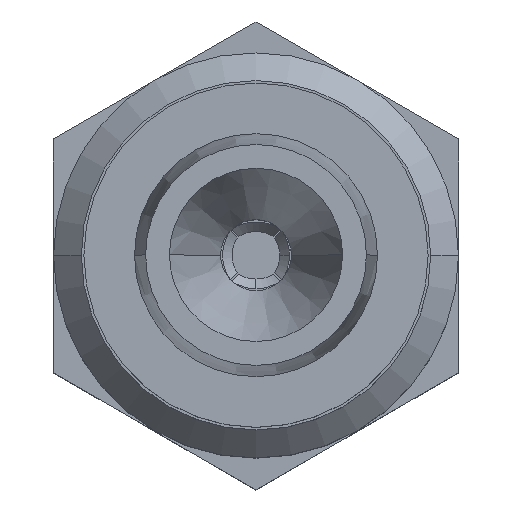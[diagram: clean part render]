
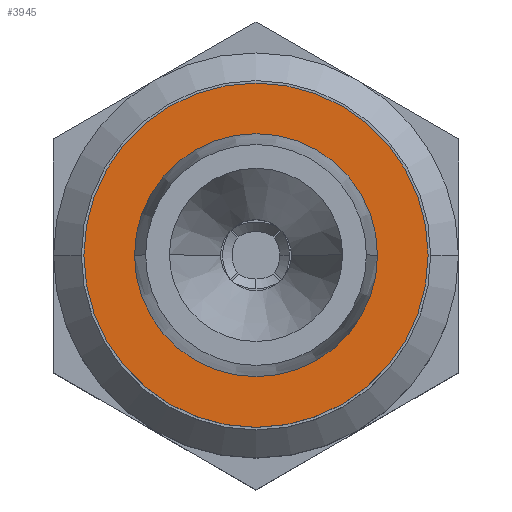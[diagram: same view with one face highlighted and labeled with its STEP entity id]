
A CAD part, top view. The second image highlights one B-rep face of the part: STEP entity #3945.
In plain terms, the highlighted planar face has unit normal (0, 0, 1).
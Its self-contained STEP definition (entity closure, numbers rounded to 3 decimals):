
#113 = AXIS2_PLACEMENT_3D ( 'NONE', #3351, #3352, #3353 ) ;
#322 = CIRCLE ( 'NONE', #678, 3.4 ) ;
#371 = CIRCLE ( 'NONE', #702, 2.4 ) ;
#427 = CARTESIAN_POINT ( 'NONE',  ( 0., 0., -2.5 ) ) ;
#428 = DIRECTION ( 'NONE',  ( 0., 0., 1. ) ) ;
#429 = DIRECTION ( 'NONE',  ( 1., 0., 0. ) ) ;
#472 = CARTESIAN_POINT ( 'NONE',  ( 3.4, 0., -2.5 ) ) ;
#474 = CARTESIAN_POINT ( 'NONE',  ( -2.4, 0., -2.5 ) ) ;
#678 = AXIS2_PLACEMENT_3D ( 'NONE', #3173, #3174, #3175 ) ;
#702 = AXIS2_PLACEMENT_3D ( 'NONE', #427, #428, #429 ) ;
#854 = AXIS2_PLACEMENT_3D ( 'NONE', #1239, #1240, #1241 ) ;
#855 = AXIS2_PLACEMENT_3D ( 'NONE', #1242, #1243, #1244 ) ;
#1239 = CARTESIAN_POINT ( 'NONE',  ( 0., 0., -2.5 ) ) ;
#1240 = DIRECTION ( 'NONE',  ( 0., 0., 1. ) ) ;
#1241 = DIRECTION ( 'NONE',  ( 1., 0., 0. ) ) ;
#1242 = CARTESIAN_POINT ( 'NONE',  ( 0., 0., -2.5 ) ) ;
#1243 = DIRECTION ( 'NONE',  ( 0., 0., 1. ) ) ;
#1244 = DIRECTION ( 'NONE',  ( 1., 0., 0. ) ) ;
#1449 = VERTEX_POINT ( 'NONE', #3117 ) ;
#1453 = VERTEX_POINT ( 'NONE', #3121 ) ;
#1953 = FACE_BOUND ( 'NONE', #2846, .T. ) ;
#1954 = FACE_OUTER_BOUND ( 'NONE', #2860, .T. ) ;
#2555 = EDGE_CURVE ( 'NONE', #2800, #1449, #322, .T. ) ;
#2590 = ORIENTED_EDGE ( 'NONE', *, *, #3285, .F. ) ;
#2591 = ORIENTED_EDGE ( 'NONE', *, *, #2683, .F. ) ;
#2592 = ORIENTED_EDGE ( 'NONE', *, *, #2555, .T. ) ;
#2593 = ORIENTED_EDGE ( 'NONE', *, *, #3286, .T. ) ;
#2683 = EDGE_CURVE ( 'NONE', #1453, #2802, #371, .T. ) ;
#2800 = VERTEX_POINT ( 'NONE', #472 ) ;
#2802 = VERTEX_POINT ( 'NONE', #474 ) ;
#2846 = EDGE_LOOP ( 'NONE', ( #2590, #2591 ) ) ;
#2860 = EDGE_LOOP ( 'NONE', ( #2592, #2593 ) ) ;
#3032 = CIRCLE ( 'NONE', #855, 3.4 ) ;
#3034 = CIRCLE ( 'NONE', #854, 2.4 ) ;
#3117 = CARTESIAN_POINT ( 'NONE',  ( -3.4, 0., -2.5 ) ) ;
#3121 = CARTESIAN_POINT ( 'NONE',  ( 2.4, 0., -2.5 ) ) ;
#3173 = CARTESIAN_POINT ( 'NONE',  ( 0., 0., -2.5 ) ) ;
#3174 = DIRECTION ( 'NONE',  ( 0., 0., 1. ) ) ;
#3175 = DIRECTION ( 'NONE',  ( 1., 0., 0. ) ) ;
#3285 = EDGE_CURVE ( 'NONE', #2802, #1453, #3034, .T. ) ;
#3286 = EDGE_CURVE ( 'NONE', #1449, #2800, #3032, .T. ) ;
#3344 = PLANE ( 'NONE',  #113 ) ;
#3351 = CARTESIAN_POINT ( 'NONE',  ( 0., 3.4, -2.5 ) ) ;
#3352 = DIRECTION ( 'NONE',  ( 0., 0., -1. ) ) ;
#3353 = DIRECTION ( 'NONE',  ( -1., 0., 0. ) ) ;
#3945 = ADVANCED_FACE ( 'NONE', ( #1953, #1954 ), #3344, .F. ) ;
